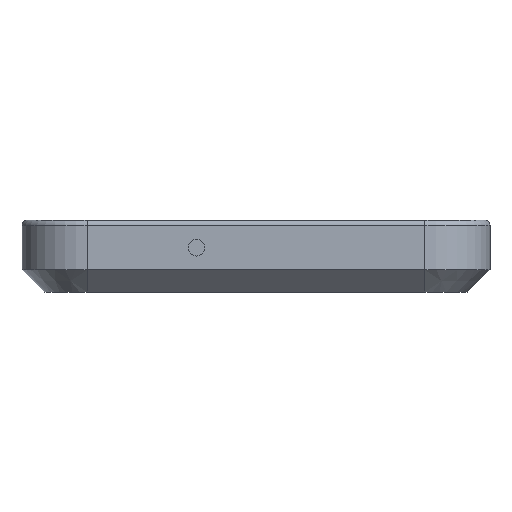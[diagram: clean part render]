
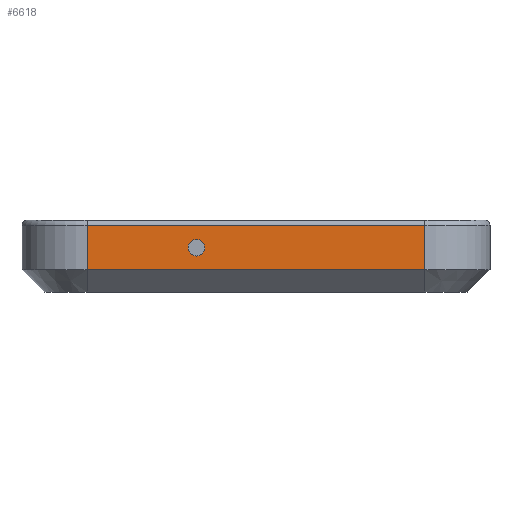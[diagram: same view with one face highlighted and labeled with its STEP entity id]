
A CAD part, front view. The second image highlights one B-rep face of the part: STEP entity #6618.
In plain terms, the highlighted planar face has unit normal (0, -1, 0).
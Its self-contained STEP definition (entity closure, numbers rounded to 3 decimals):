
#1315 = PLANE('',#1316);
#1316 = AXIS2_PLACEMENT_3D('',#1317,#1318,#1319);
#1317 = CARTESIAN_POINT('',(30.5,-81.4,-4.5));
#1318 = DIRECTION('',(0.,0.707,0.707));
#1319 = DIRECTION('',(-1.,0.,0.));
#4090 = VERTEX_POINT('',#4091);
#4091 = CARTESIAN_POINT('',(30.5,-83.4,-2.5));
#4114 = VERTEX_POINT('',#4115);
#4115 = CARTESIAN_POINT('',(-30.5,-83.4,-2.5));
#4136 = EDGE_CURVE('',#4090,#4114,#4137,.T.);
#4137 = SURFACE_CURVE('',#4138,(#4142,#4149),.PCURVE_S1.);
#4138 = LINE('',#4139,#4140);
#4139 = CARTESIAN_POINT('',(30.5,-83.4,-2.5));
#4140 = VECTOR('',#4141,1.);
#4141 = DIRECTION('',(-1.,0.,0.));
#4142 = PCURVE('',#1315,#4143);
#4143 = DEFINITIONAL_REPRESENTATION('',(#4144),#4148);
#4144 = LINE('',#4145,#4146);
#4145 = CARTESIAN_POINT('',(0.,2.828));
#4146 = VECTOR('',#4147,1.);
#4147 = DIRECTION('',(1.,0.));
#4148 = ( GEOMETRIC_REPRESENTATION_CONTEXT(2) 
PARAMETRIC_REPRESENTATION_CONTEXT() REPRESENTATION_CONTEXT('2D SPACE',''
  ) );
#4149 = PCURVE('',#4150,#4155);
#4150 = PLANE('',#4151);
#4151 = AXIS2_PLACEMENT_3D('',#4152,#4153,#4154);
#4152 = CARTESIAN_POINT('',(30.5,-83.4,-6.5));
#4153 = DIRECTION('',(0.,-1.,0.));
#4154 = DIRECTION('',(-1.,0.,0.));
#4155 = DEFINITIONAL_REPRESENTATION('',(#4156),#4160);
#4156 = LINE('',#4157,#4158);
#4157 = CARTESIAN_POINT('',(0.,-4.));
#4158 = VECTOR('',#4159,1.);
#4159 = DIRECTION('',(1.,0.));
#4160 = ( GEOMETRIC_REPRESENTATION_CONTEXT(2) 
PARAMETRIC_REPRESENTATION_CONTEXT() REPRESENTATION_CONTEXT('2D SPACE',''
  ) );
#4183 = CYLINDRICAL_SURFACE('',#4184,11.75);
#4184 = AXIS2_PLACEMENT_3D('',#4185,#4186,#4187);
#4185 = CARTESIAN_POINT('',(30.5,-71.65,-6.5));
#4186 = DIRECTION('',(0.,0.,-1.));
#4187 = DIRECTION('',(1.,0.,0.));
#4238 = CYLINDRICAL_SURFACE('',#4239,11.75);
#4239 = AXIS2_PLACEMENT_3D('',#4240,#4241,#4242);
#4240 = CARTESIAN_POINT('',(-30.5,-71.65,-6.5));
#4241 = DIRECTION('',(0.,0.,-1.));
#4242 = DIRECTION('',(1.,0.,0.));
#6618 = ADVANCED_FACE('',(#6619,#6694),#4150,.T.);
#6619 = FACE_BOUND('',#6620,.T.);
#6620 = EDGE_LOOP('',(#6621,#6644,#6672,#6693));
#6621 = ORIENTED_EDGE('',*,*,#6622,.T.);
#6622 = EDGE_CURVE('',#4090,#6623,#6625,.T.);
#6623 = VERTEX_POINT('',#6624);
#6624 = CARTESIAN_POINT('',(30.5,-83.4,5.5));
#6625 = SURFACE_CURVE('',#6626,(#6630,#6637),.PCURVE_S1.);
#6626 = LINE('',#6627,#6628);
#6627 = CARTESIAN_POINT('',(30.5,-83.4,-6.5));
#6628 = VECTOR('',#6629,1.);
#6629 = DIRECTION('',(0.,0.,1.));
#6630 = PCURVE('',#4150,#6631);
#6631 = DEFINITIONAL_REPRESENTATION('',(#6632),#6636);
#6632 = LINE('',#6633,#6634);
#6633 = CARTESIAN_POINT('',(0.,0.));
#6634 = VECTOR('',#6635,1.);
#6635 = DIRECTION('',(0.,-1.));
#6636 = ( GEOMETRIC_REPRESENTATION_CONTEXT(2) 
PARAMETRIC_REPRESENTATION_CONTEXT() REPRESENTATION_CONTEXT('2D SPACE',''
  ) );
#6637 = PCURVE('',#4183,#6638);
#6638 = DEFINITIONAL_REPRESENTATION('',(#6639),#6643);
#6639 = LINE('',#6640,#6641);
#6640 = CARTESIAN_POINT('',(-4.712,0.));
#6641 = VECTOR('',#6642,1.);
#6642 = DIRECTION('',(0.,-1.));
#6643 = ( GEOMETRIC_REPRESENTATION_CONTEXT(2) 
PARAMETRIC_REPRESENTATION_CONTEXT() REPRESENTATION_CONTEXT('2D SPACE',''
  ) );
#6644 = ORIENTED_EDGE('',*,*,#6645,.T.);
#6645 = EDGE_CURVE('',#6623,#6646,#6648,.T.);
#6646 = VERTEX_POINT('',#6647);
#6647 = CARTESIAN_POINT('',(-30.5,-83.4,5.5));
#6648 = SURFACE_CURVE('',#6649,(#6653,#6660),.PCURVE_S1.);
#6649 = LINE('',#6650,#6651);
#6650 = CARTESIAN_POINT('',(30.5,-83.4,5.5));
#6651 = VECTOR('',#6652,1.);
#6652 = DIRECTION('',(-1.,0.,0.));
#6653 = PCURVE('',#4150,#6654);
#6654 = DEFINITIONAL_REPRESENTATION('',(#6655),#6659);
#6655 = LINE('',#6656,#6657);
#6656 = CARTESIAN_POINT('',(0.,-12.));
#6657 = VECTOR('',#6658,1.);
#6658 = DIRECTION('',(1.,0.));
#6659 = ( GEOMETRIC_REPRESENTATION_CONTEXT(2) 
PARAMETRIC_REPRESENTATION_CONTEXT() REPRESENTATION_CONTEXT('2D SPACE',''
  ) );
#6660 = PCURVE('',#6661,#6666);
#6661 = CYLINDRICAL_SURFACE('',#6662,1.);
#6662 = AXIS2_PLACEMENT_3D('',#6663,#6664,#6665);
#6663 = CARTESIAN_POINT('',(30.5,-82.4,5.5));
#6664 = DIRECTION('',(-1.,0.,0.));
#6665 = DIRECTION('',(0.,-1.,0.));
#6666 = DEFINITIONAL_REPRESENTATION('',(#6667),#6671);
#6667 = LINE('',#6668,#6669);
#6668 = CARTESIAN_POINT('',(0.,0.));
#6669 = VECTOR('',#6670,1.);
#6670 = DIRECTION('',(0.,1.));
#6671 = ( GEOMETRIC_REPRESENTATION_CONTEXT(2) 
PARAMETRIC_REPRESENTATION_CONTEXT() REPRESENTATION_CONTEXT('2D SPACE',''
  ) );
#6672 = ORIENTED_EDGE('',*,*,#6673,.F.);
#6673 = EDGE_CURVE('',#4114,#6646,#6674,.T.);
#6674 = SURFACE_CURVE('',#6675,(#6679,#6686),.PCURVE_S1.);
#6675 = LINE('',#6676,#6677);
#6676 = CARTESIAN_POINT('',(-30.5,-83.4,-6.5));
#6677 = VECTOR('',#6678,1.);
#6678 = DIRECTION('',(0.,0.,1.));
#6679 = PCURVE('',#4150,#6680);
#6680 = DEFINITIONAL_REPRESENTATION('',(#6681),#6685);
#6681 = LINE('',#6682,#6683);
#6682 = CARTESIAN_POINT('',(61.,0.));
#6683 = VECTOR('',#6684,1.);
#6684 = DIRECTION('',(0.,-1.));
#6685 = ( GEOMETRIC_REPRESENTATION_CONTEXT(2) 
PARAMETRIC_REPRESENTATION_CONTEXT() REPRESENTATION_CONTEXT('2D SPACE',''
  ) );
#6686 = PCURVE('',#4238,#6687);
#6687 = DEFINITIONAL_REPRESENTATION('',(#6688),#6692);
#6688 = LINE('',#6689,#6690);
#6689 = CARTESIAN_POINT('',(-4.712,0.));
#6690 = VECTOR('',#6691,1.);
#6691 = DIRECTION('',(0.,-1.));
#6692 = ( GEOMETRIC_REPRESENTATION_CONTEXT(2) 
PARAMETRIC_REPRESENTATION_CONTEXT() REPRESENTATION_CONTEXT('2D SPACE',''
  ) );
#6693 = ORIENTED_EDGE('',*,*,#4136,.F.);
#6694 = FACE_BOUND('',#6695,.T.);
#6695 = EDGE_LOOP('',(#6696));
#6696 = ORIENTED_EDGE('',*,*,#6697,.F.);
#6697 = EDGE_CURVE('',#6698,#6698,#6700,.T.);
#6698 = VERTEX_POINT('',#6699);
#6699 = CARTESIAN_POINT('',(-9.25,-83.4,1.5));
#6700 = SURFACE_CURVE('',#6701,(#6706,#6713),.PCURVE_S1.);
#6701 = CIRCLE('',#6702,1.5);
#6702 = AXIS2_PLACEMENT_3D('',#6703,#6704,#6705);
#6703 = CARTESIAN_POINT('',(-10.75,-83.4,1.5));
#6704 = DIRECTION('',(0.,-1.,0.));
#6705 = DIRECTION('',(1.,0.,0.));
#6706 = PCURVE('',#4150,#6707);
#6707 = DEFINITIONAL_REPRESENTATION('',(#6708),#6712);
#6708 = CIRCLE('',#6709,1.5);
#6709 = AXIS2_PLACEMENT_2D('',#6710,#6711);
#6710 = CARTESIAN_POINT('',(41.25,-8.));
#6711 = DIRECTION('',(-1.,0.));
#6712 = ( GEOMETRIC_REPRESENTATION_CONTEXT(2) 
PARAMETRIC_REPRESENTATION_CONTEXT() REPRESENTATION_CONTEXT('2D SPACE',''
  ) );
#6713 = PCURVE('',#6714,#6719);
#6714 = CYLINDRICAL_SURFACE('',#6715,1.5);
#6715 = AXIS2_PLACEMENT_3D('',#6716,#6717,#6718);
#6716 = CARTESIAN_POINT('',(-10.75,-83.4,1.5));
#6717 = DIRECTION('',(0.,-1.,0.));
#6718 = DIRECTION('',(1.,0.,0.));
#6719 = DEFINITIONAL_REPRESENTATION('',(#6720),#6724);
#6720 = LINE('',#6721,#6722);
#6721 = CARTESIAN_POINT('',(0.,0.));
#6722 = VECTOR('',#6723,1.);
#6723 = DIRECTION('',(1.,0.));
#6724 = ( GEOMETRIC_REPRESENTATION_CONTEXT(2) 
PARAMETRIC_REPRESENTATION_CONTEXT() REPRESENTATION_CONTEXT('2D SPACE',''
  ) );
